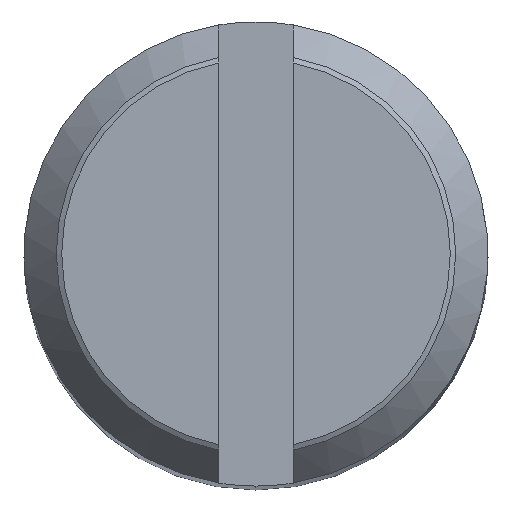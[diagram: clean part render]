
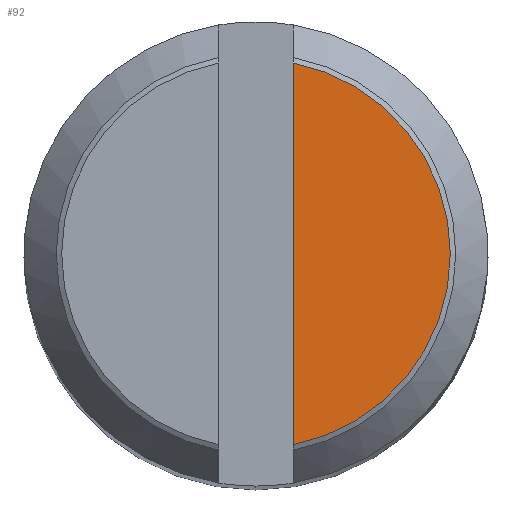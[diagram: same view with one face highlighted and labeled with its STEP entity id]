
A CAD part, top view. The second image highlights one B-rep face of the part: STEP entity #92.
In plain terms, the highlighted planar face has unit normal (0, 0, 1).
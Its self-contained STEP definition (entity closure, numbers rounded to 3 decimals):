
#92=ADVANCED_FACE('',(#238),#239,.T.);
#128=EDGE_CURVE('',#293,#294,#295,.T.);
#238=FACE_OUTER_BOUND('',#409,.T.);
#239=PLANE('',#410);
#293=VERTEX_POINT('',#465);
#294=VERTEX_POINT('',#466);
#295=CIRCLE('',#467,4.188);
#409=EDGE_LOOP('',(#630,#631));
#410=AXIS2_PLACEMENT_3D('',#632,#633,#634);
#465=CARTESIAN_POINT('',(0.8,-4.111,60.0));
#466=CARTESIAN_POINT('',(0.8,4.111,60.0));
#467=AXIS2_PLACEMENT_3D('',#777,#778,#779);
#630=ORIENTED_EDGE('',*,*,#869,.T.);
#631=ORIENTED_EDGE('',*,*,#128,.T.);
#632=CARTESIAN_POINT('',(0.,2.125,60.0));
#633=DIRECTION('',(0.0,0.0,1.0));
#634=DIRECTION('',(1.0,-0.0,0.0));
#777=CARTESIAN_POINT('',(0.,0.,60.0));
#778=DIRECTION('',(0.0,0.0,1.0));
#779=DIRECTION('',(0.,1.0,0.0));
#869=EDGE_CURVE('',#294,#293,#906,.T.);
#906=LINE('',#1022,#1023);
#1022=CARTESIAN_POINT('',(0.8,1.062,60.0));
#1023=VECTOR('',#1050,1.0);
#1050=DIRECTION('',(0.0,-1.0,0.0));
